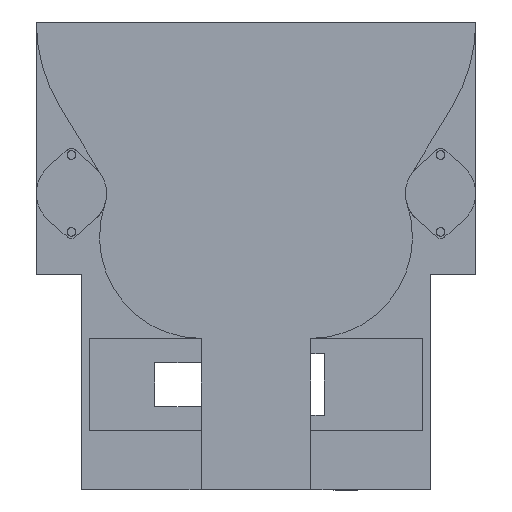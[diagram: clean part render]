
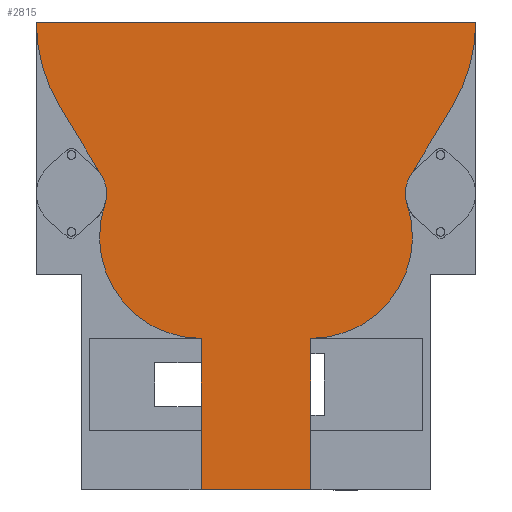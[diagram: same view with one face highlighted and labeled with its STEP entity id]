
A CAD part, front view. The second image highlights one B-rep face of the part: STEP entity #2815.
In plain terms, the highlighted planar face has unit normal (0, -1, 0).
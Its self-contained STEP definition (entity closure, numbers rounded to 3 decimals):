
#14 = CARTESIAN_POINT ( 'NONE',  ( 125., 0., 0. ) ) ;
#18 = ORIENTED_EDGE ( 'NONE', *, *, #260, .T. ) ;
#20 = DIRECTION ( 'NONE',  ( 0., 0., 1. ) ) ;
#41 = EDGE_LOOP ( 'NONE', ( #189, #270, #292, #1230, #1443, #1283, #18, #1334, #2993, #952, #1701, #3144, #1103, #1680, #2340, #2442 ) ) ;
#109 = CARTESIAN_POINT ( 'NONE',  ( 125., 0., -144. ) ) ;
#115 = DIRECTION ( 'NONE',  ( 0., 1., 0. ) ) ;
#119 = CARTESIAN_POINT ( 'NONE',  ( 16., 0., -78.018 ) ) ;
#189 = ORIENTED_EDGE ( 'NONE', *, *, #3097, .T. ) ;
#202 = DIRECTION ( 'NONE',  ( 0., 0., 1. ) ) ;
#234 = DIRECTION ( 'NONE',  ( 0., 0., 1. ) ) ;
#241 = EDGE_CURVE ( 'NONE', #1419, #2133, #2500, .T. ) ;
#260 = EDGE_CURVE ( 'NONE', #1846, #2788, #889, .T. ) ;
#270 = ORIENTED_EDGE ( 'NONE', *, *, #717, .T. ) ;
#275 = CARTESIAN_POINT ( 'NONE',  ( 189.024, 0., -39.063 ) ) ;
#278 = LINE ( 'NONE', #768, #1276 ) ;
#286 = VERTEX_POINT ( 'NONE', #1767 ) ;
#292 = ORIENTED_EDGE ( 'NONE', *, *, #2241, .T. ) ;
#314 = LINE ( 'NONE', #2903, #1779 ) ;
#399 = DIRECTION ( 'NONE',  ( 0., 0., 1. ) ) ;
#407 = LINE ( 'NONE', #2730, #408 ) ;
#408 = VECTOR ( 'NONE', #1205, 1000. ) ;
#562 = CARTESIAN_POINT ( 'NONE',  ( 168.828, 0., -83.099 ) ) ;
#668 = DIRECTION ( 'NONE',  ( 0., 0., 1. ) ) ;
#686 = AXIS2_PLACEMENT_3D ( 'NONE', #1557, #1827, #20 ) ;
#694 = CARTESIAN_POINT ( 'NONE',  ( 0., 0., 0. ) ) ;
#699 = CARTESIAN_POINT ( 'NONE',  ( 170.341, 0., -69.684 ) ) ;
#717 = EDGE_CURVE ( 'NONE', #2885, #2253, #278, .T. ) ;
#729 = AXIS2_PLACEMENT_3D ( 'NONE', #1618, #115, #1892 ) ;
#747 = CARTESIAN_POINT ( 'NONE',  ( 125., 0., -151. ) ) ;
#764 = PLANE ( 'NONE',  #1050 ) ;
#768 = CARTESIAN_POINT ( 'NONE',  ( 75., 0., 0. ) ) ;
#782 = AXIS2_PLACEMENT_3D ( 'NONE', #2545, #2290, #234 ) ;
#853 = LINE ( 'NONE', #1295, #2261 ) ;
#889 = LINE ( 'NONE', #1395, #1272 ) ;
#948 = AXIS2_PLACEMENT_3D ( 'NONE', #2634, #1397, #2379 ) ;
#951 = CIRCLE ( 'NONE', #948, 46.221 ) ;
#952 = ORIENTED_EDGE ( 'NONE', *, *, #1926, .T. ) ;
#1048 = AXIS2_PLACEMENT_3D ( 'NONE', #2688, #2112, #399 ) ;
#1050 = AXIS2_PLACEMENT_3D ( 'NONE', #1462, #2266, #3049 ) ;
#1051 = CARTESIAN_POINT ( 'NONE',  ( 75., 0., -175. ) ) ;
#1091 = VERTEX_POINT ( 'NONE', #275 ) ;
#1103 = ORIENTED_EDGE ( 'NONE', *, *, #3134, .F. ) ;
#1132 = CARTESIAN_POINT ( 'NONE',  ( 125., 0., -179. ) ) ;
#1142 = CARTESIAN_POINT ( 'NONE',  ( 31.172, 0., -83.099 ) ) ;
#1191 = CARTESIAN_POINT ( 'NONE',  ( 75., 0., -155. ) ) ;
#1194 = VERTEX_POINT ( 'NONE', #1793 ) ;
#1201 = CIRCLE ( 'NONE', #782, 75. ) ;
#1205 = DIRECTION ( 'NONE',  ( 0., 0., -1. ) ) ;
#1230 = ORIENTED_EDGE ( 'NONE', *, *, #1718, .T. ) ;
#1234 = LINE ( 'NONE', #14, #2656 ) ;
#1272 = VECTOR ( 'NONE', #2833, 1000. ) ;
#1276 = VECTOR ( 'NONE', #3066, 1000. ) ;
#1283 = ORIENTED_EDGE ( 'NONE', *, *, #1511, .T. ) ;
#1295 = CARTESIAN_POINT ( 'NONE',  ( 29.659, 0., -69.684 ) ) ;
#1334 = ORIENTED_EDGE ( 'NONE', *, *, #1856, .T. ) ;
#1395 = CARTESIAN_POINT ( 'NONE',  ( 125., 0., 0. ) ) ;
#1397 = DIRECTION ( 'NONE',  ( 0., -1., 0. ) ) ;
#1408 = VECTOR ( 'NONE', #2472, 1000. ) ;
#1419 = VERTEX_POINT ( 'NONE', #1929 ) ;
#1432 = CARTESIAN_POINT ( 'NONE',  ( 0., 0., 0. ) ) ;
#1443 = ORIENTED_EDGE ( 'NONE', *, *, #1549, .T. ) ;
#1446 = FACE_OUTER_BOUND ( 'NONE', #41, .T. ) ;
#1462 = CARTESIAN_POINT ( 'NONE',  ( 0., 0., 0. ) ) ;
#1480 = CARTESIAN_POINT ( 'NONE',  ( 125., 0., -213. ) ) ;
#1493 = CARTESIAN_POINT ( 'NONE',  ( 75., 0., -144. ) ) ;
#1511 = EDGE_CURVE ( 'NONE', #2883, #1846, #1234, .T. ) ;
#1549 = EDGE_CURVE ( 'NONE', #3136, #2883, #1979, .T. ) ;
#1557 = CARTESIAN_POINT ( 'NONE',  ( 125., 0., -97.779 ) ) ;
#1618 = CARTESIAN_POINT ( 'NONE',  ( 184., 0., -78.018 ) ) ;
#1680 = ORIENTED_EDGE ( 'NONE', *, *, #1986, .T. ) ;
#1701 = ORIENTED_EDGE ( 'NONE', *, *, #2233, .T. ) ;
#1705 = EDGE_CURVE ( 'NONE', #1194, #1419, #853, .T. ) ;
#1718 = EDGE_CURVE ( 'NONE', #1760, #3136, #314, .T. ) ;
#1760 = VERTEX_POINT ( 'NONE', #1051 ) ;
#1767 = CARTESIAN_POINT ( 'NONE',  ( 200., 0., 0. ) ) ;
#1779 = VECTOR ( 'NONE', #1855, 1000. ) ;
#1793 = CARTESIAN_POINT ( 'NONE',  ( 10.976, 0., -39.063 ) ) ;
#1827 = DIRECTION ( 'NONE',  ( 0., -1., 0. ) ) ;
#1846 = VERTEX_POINT ( 'NONE', #1132 ) ;
#1855 = DIRECTION ( 'NONE',  ( 0., 0., -1. ) ) ;
#1856 = EDGE_CURVE ( 'NONE', #2788, #2100, #2142, .T. ) ;
#1892 = DIRECTION ( 'NONE',  ( 0., 0., 1. ) ) ;
#1910 = CARTESIAN_POINT ( 'NONE',  ( 125., 0., 0. ) ) ;
#1926 = EDGE_CURVE ( 'NONE', #2117, #2579, #3171, .T. ) ;
#1929 = CARTESIAN_POINT ( 'NONE',  ( 29.659, 0., -69.684 ) ) ;
#1953 = LINE ( 'NONE', #699, #1408 ) ;
#1966 = DIRECTION ( 'NONE',  ( 1., 0., 0. ) ) ;
#1979 = LINE ( 'NONE', #3045, #3299 ) ;
#1986 = EDGE_CURVE ( 'NONE', #2695, #1194, #1201, .T. ) ;
#2012 = LINE ( 'NONE', #694, #2057 ) ;
#2057 = VECTOR ( 'NONE', #1966, 1000. ) ;
#2100 = VERTEX_POINT ( 'NONE', #109 ) ;
#2109 = DIRECTION ( 'NONE',  ( 0.521, 0., -0.854 ) ) ;
#2112 = DIRECTION ( 'NONE',  ( 0., 1., 0. ) ) ;
#2117 = VERTEX_POINT ( 'NONE', #562 ) ;
#2133 = VERTEX_POINT ( 'NONE', #1142 ) ;
#2142 = LINE ( 'NONE', #1910, #2424 ) ;
#2233 = EDGE_CURVE ( 'NONE', #2579, #1091, #1953, .T. ) ;
#2241 = EDGE_CURVE ( 'NONE', #2253, #1760, #407, .T. ) ;
#2253 = VERTEX_POINT ( 'NONE', #1191 ) ;
#2257 = DIRECTION ( 'NONE',  ( 0., 1., 0. ) ) ;
#2261 = VECTOR ( 'NONE', #2109, 1000. ) ;
#2266 = DIRECTION ( 'NONE',  ( 0., 1., 0. ) ) ;
#2290 = DIRECTION ( 'NONE',  ( 0., -1., 0. ) ) ;
#2340 = ORIENTED_EDGE ( 'NONE', *, *, #1705, .T. ) ;
#2371 = EDGE_CURVE ( 'NONE', #286, #1091, #3289, .T. ) ;
#2379 = DIRECTION ( 'NONE',  ( 0., 0., -1. ) ) ;
#2424 = VECTOR ( 'NONE', #668, 1000. ) ;
#2442 = ORIENTED_EDGE ( 'NONE', *, *, #241, .T. ) ;
#2472 = DIRECTION ( 'NONE',  ( 0.521, 0., 0.854 ) ) ;
#2500 = CIRCLE ( 'NONE', #3251, 16. ) ;
#2545 = CARTESIAN_POINT ( 'NONE',  ( 75., 0., 0. ) ) ;
#2579 = VERTEX_POINT ( 'NONE', #3012 ) ;
#2634 = CARTESIAN_POINT ( 'NONE',  ( 75., 0., -97.779 ) ) ;
#2656 = VECTOR ( 'NONE', #202, 1000. ) ;
#2688 = CARTESIAN_POINT ( 'NONE',  ( 125., 0., 0. ) ) ;
#2695 = VERTEX_POINT ( 'NONE', #1432 ) ;
#2730 = CARTESIAN_POINT ( 'NONE',  ( 75., 0., 0. ) ) ;
#2788 = VERTEX_POINT ( 'NONE', #747 ) ;
#2815 = ADVANCED_FACE ( 'NONE', ( #1446 ), #764, .F. ) ;
#2833 = DIRECTION ( 'NONE',  ( 0., 0., 1. ) ) ;
#2883 = VERTEX_POINT ( 'NONE', #1480 ) ;
#2885 = VERTEX_POINT ( 'NONE', #1493 ) ;
#2903 = CARTESIAN_POINT ( 'NONE',  ( 75., 0., 0. ) ) ;
#2919 = EDGE_CURVE ( 'NONE', #2100, #2117, #3183, .T. ) ;
#2993 = ORIENTED_EDGE ( 'NONE', *, *, #2919, .T. ) ;
#3012 = CARTESIAN_POINT ( 'NONE',  ( 170.341, 0., -69.684 ) ) ;
#3045 = CARTESIAN_POINT ( 'NONE',  ( 0., 0., -213. ) ) ;
#3049 = DIRECTION ( 'NONE',  ( 0., 0., 1. ) ) ;
#3066 = DIRECTION ( 'NONE',  ( 0., 0., -1. ) ) ;
#3097 = EDGE_CURVE ( 'NONE', #2133, #2885, #951, .T. ) ;
#3134 = EDGE_CURVE ( 'NONE', #2695, #286, #2012, .T. ) ;
#3136 = VERTEX_POINT ( 'NONE', #3258 ) ;
#3144 = ORIENTED_EDGE ( 'NONE', *, *, #2371, .F. ) ;
#3171 = CIRCLE ( 'NONE', #729, 16. ) ;
#3183 = CIRCLE ( 'NONE', #686, 46.221 ) ;
#3251 = AXIS2_PLACEMENT_3D ( 'NONE', #119, #2257, #3284 ) ;
#3258 = CARTESIAN_POINT ( 'NONE',  ( 75., 0., -213. ) ) ;
#3284 = DIRECTION ( 'NONE',  ( 0., 0., -1. ) ) ;
#3289 = CIRCLE ( 'NONE', #1048, 75. ) ;
#3290 = DIRECTION ( 'NONE',  ( 1., 0., 0. ) ) ;
#3299 = VECTOR ( 'NONE', #3290, 1000. ) ;
